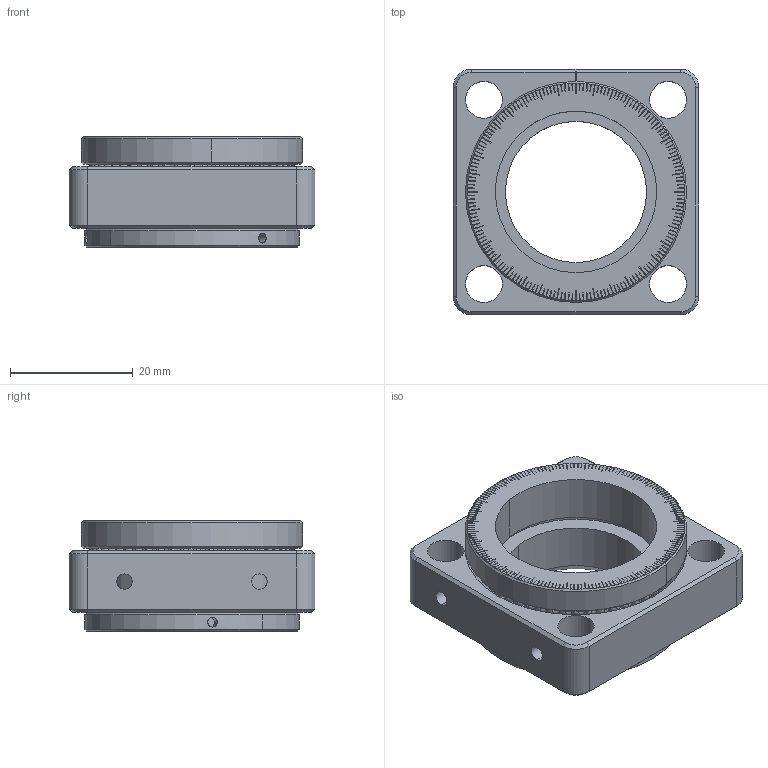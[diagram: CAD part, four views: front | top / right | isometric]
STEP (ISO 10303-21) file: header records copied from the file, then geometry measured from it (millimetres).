
FILE_DESCRIPTION (( 'STEP AP203' ), '1' );
FILE_NAME ('GCT-090101 俋倰芞.STEP', '2016-11-10T06:01:05', ( 'Lxtx999.CoM' ), ( 'Lxtx999.CoM' ), 'SwSTEP 2.0', 'SolidWorks 2012', '' );
FILE_SCHEMA (( 'CONFIG_CONTROL_DESIGN' ));
Length unit declared in the file: centimetre
Products named in the file (1): GCT-090101 俋倰芞
Bounding box: 40 x 40 x 18.01 mm (x, y, z)
Surface area: 9957.3 mm2 (no closed solid volume)
Topology: 0 solids, 55 shells, 514 faces, 2536 edges, 1848 vertices
Faces by surface type: plane 348, sphere 100, cylinder 42, cone 24
Entity records: 23755 total; most frequent: CARTESIAN_POINT 5927, DIRECTION 3498, ORIENTED_EDGE 3382, EDGE_CURVE 2286, VERTEX_POINT 1698, VECTOR 1336, LINE 1336, AXIS2_PLACEMENT_3D 1081
